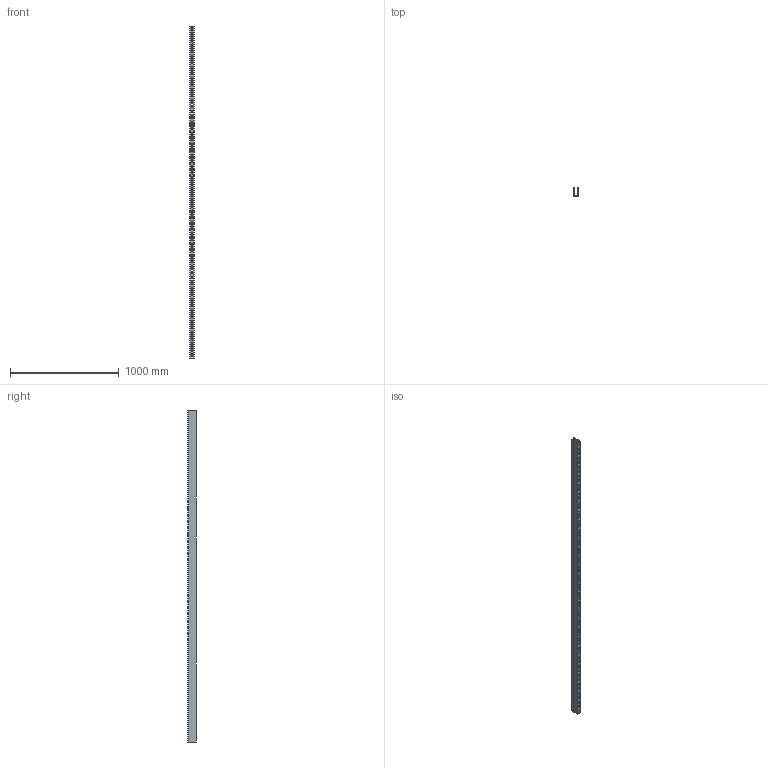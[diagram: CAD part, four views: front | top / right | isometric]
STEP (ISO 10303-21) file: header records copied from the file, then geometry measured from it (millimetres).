
FILE_DESCRIPTION(('TurboCAD Mac Pro'),'Build 980');
FILE_NAME('P5000SL.stp',' ',(''),(''),'ACIS Interop','IMSI','TurboCAD Mac Pro BY IMSI, INCORPORATED');
FILE_SCHEMA(('automotive_design'));
Length unit declared in the file: inch
Products named in the file (1): 1
Bounding box: 41.27 x 82.55 x 3048 mm (x, y, z)
Volume: 1697119.1 mm3; surface area: 1299692.4 mm2
Topology: 1 solids, 1 shells, 216 faces, 642 edges, 428 vertices
Faces by surface type: bspline 136, plane 80
Entity records: 9770 total; most frequent: CARTESIAN_POINT 3055, ORIENTED_EDGE 1284, EDGE_CURVE 642, DIRECTION 532, VERTEX_POINT 428, LINE 370, VECTOR 370, EDGE_LOOP 274
